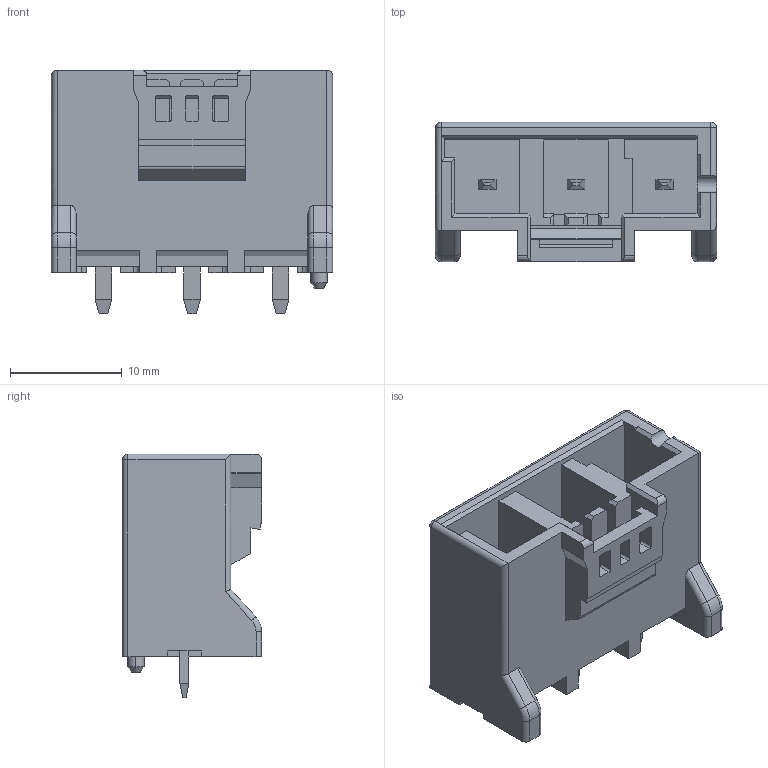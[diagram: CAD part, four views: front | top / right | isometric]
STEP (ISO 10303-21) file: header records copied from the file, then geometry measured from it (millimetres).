
FILE_DESCRIPTION(('FreeCAD Model'),'2;1');
FILE_NAME('DF22R-3P-7.92DSA.step','2019-02-25T11:42:35',( 'kicad StepUp'),('ksu MCAD'),'Open CASCADE STEP processor 7.3', 'FreeCAD','Unknown');
FILE_SCHEMA(('AUTOMOTIVE_DESIGN { 1 0 10303 214 1 1 1 1 }'));
Length unit declared in the file: millimetre
Products named in the file (1): DF22R-3P-7.92DSA
Bounding box: 25.14 x 12.45 x 21.8 mm (x, y, z)
Volume: 2616.1 mm3; surface area: 3370.9 mm2
Topology: 1 solids, 1 shells, 250 faces, 681 edges, 436 vertices
Faces by surface type: plane 196, cylinder 46, torus 4, cone 2, sphere 2
Entity records: 8552 total; most frequent: CARTESIAN_POINT 2200, ORIENTED_EDGE 1358, DIRECTION 1243, EDGE_CURVE 679, LINE 581, VECTOR 581, VERTEX_POINT 436, AXIS2_PLACEMENT_3D 331
